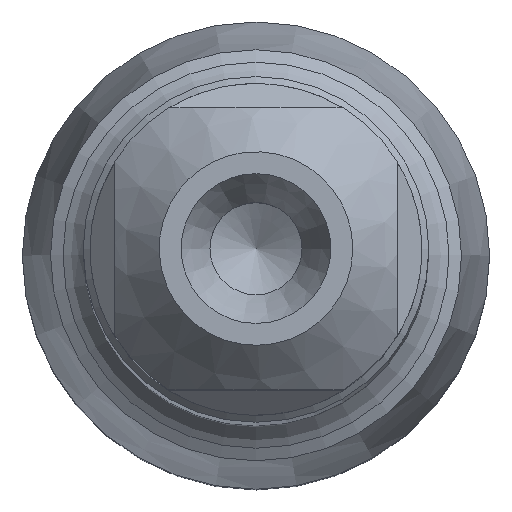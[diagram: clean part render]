
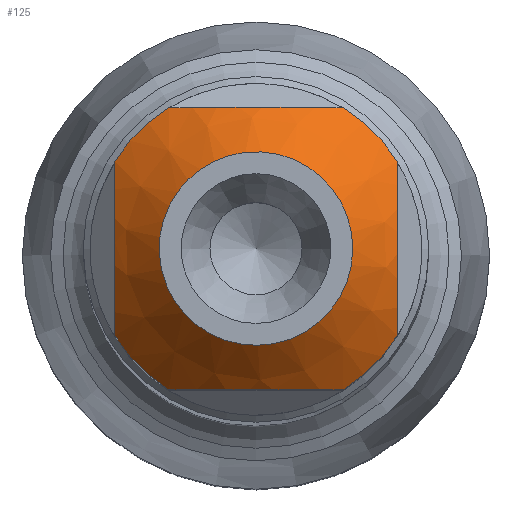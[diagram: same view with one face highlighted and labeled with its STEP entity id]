
A CAD part, top view. The second image highlights one B-rep face of the part: STEP entity #125.
In plain terms, the highlighted conical face has half-angle 45 degrees and reference radius 1.68 mm.
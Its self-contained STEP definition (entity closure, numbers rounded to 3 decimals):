
#97=CONICAL_SURFACE('',#499,1.68,45.);
#125=ADVANCED_FACE('',(#160,#161),#97,.T.);
#160=FACE_BOUND('',#205,.T.);
#161=FACE_BOUND('',#206,.T.);
#205=EDGE_LOOP('',(#265));
#206=EDGE_LOOP('',(#266,#267,#268,#269,#270,#271,#272,#273));
#265=ORIENTED_EDGE('',*,*,#362,.F.);
#266=ORIENTED_EDGE('',*,*,#378,.T.);
#267=ORIENTED_EDGE('',*,*,#379,.T.);
#268=ORIENTED_EDGE('',*,*,#380,.T.);
#269=ORIENTED_EDGE('',*,*,#366,.T.);
#270=ORIENTED_EDGE('',*,*,#381,.T.);
#271=ORIENTED_EDGE('',*,*,#371,.T.);
#272=ORIENTED_EDGE('',*,*,#382,.T.);
#273=ORIENTED_EDGE('',*,*,#376,.T.);
#326=VERTEX_POINT('',#724);
#329=VERTEX_POINT('',#732);
#330=VERTEX_POINT('',#739);
#333=VERTEX_POINT('',#748);
#334=VERTEX_POINT('',#755);
#337=VERTEX_POINT('',#764);
#338=VERTEX_POINT('',#771);
#339=VERTEX_POINT('',#775);
#340=VERTEX_POINT('',#782);
#362=EDGE_CURVE('',#326,#326,#405,.T.);
#366=EDGE_CURVE('',#330,#329,#428,.T.);
#371=EDGE_CURVE('',#334,#333,#429,.T.);
#376=EDGE_CURVE('',#338,#337,#430,.T.);
#378=EDGE_CURVE('',#337,#339,#406,.T.);
#379=EDGE_CURVE('',#339,#340,#431,.T.);
#380=EDGE_CURVE('',#340,#330,#407,.T.);
#381=EDGE_CURVE('',#329,#334,#408,.T.);
#382=EDGE_CURVE('',#333,#338,#409,.T.);
#405=CIRCLE('',#484,1.68);
#406=CIRCLE('',#495,2.88);
#407=CIRCLE('',#496,2.88);
#408=CIRCLE('',#497,2.88);
#409=CIRCLE('',#498,2.88);
#428=B_SPLINE_CURVE_WITH_KNOTS('',3,(#733,#734,#735,#736,#737,#738),
 .UNSPECIFIED.,.F.,.F.,(4,2,4),(0.,0.5,1.),.UNSPECIFIED.);
#429=B_SPLINE_CURVE_WITH_KNOTS('',3,(#749,#750,#751,#752,#753,#754),
 .UNSPECIFIED.,.F.,.F.,(4,2,4),(0.,0.5,1.),.UNSPECIFIED.);
#430=B_SPLINE_CURVE_WITH_KNOTS('',3,(#765,#766,#767,#768,#769,#770),
 .UNSPECIFIED.,.F.,.F.,(4,2,4),(0.,0.5,1.),.UNSPECIFIED.);
#431=B_SPLINE_CURVE_WITH_KNOTS('',3,(#776,#777,#778,#779,#780,#781),
 .UNSPECIFIED.,.F.,.F.,(4,2,4),(0.,0.5,1.),.UNSPECIFIED.);
#484=AXIS2_PLACEMENT_3D('',#723,#566,#567);
#495=AXIS2_PLACEMENT_3D('',#774,#597,#598);
#496=AXIS2_PLACEMENT_3D('',#783,#599,#600);
#497=AXIS2_PLACEMENT_3D('',#784,#601,#602);
#498=AXIS2_PLACEMENT_3D('',#785,#603,#604);
#499=AXIS2_PLACEMENT_3D('',#786,#605,#606);
#566=DIRECTION('',(0.,0.,1.));
#567=DIRECTION('',(1.,0.,0.));
#597=DIRECTION('',(0.,0.,1.));
#598=DIRECTION('',(-1.,0.,0.));
#599=DIRECTION('',(0.,0.,1.));
#600=DIRECTION('',(-1.,0.,0.));
#601=DIRECTION('',(0.,0.,1.));
#602=DIRECTION('',(-1.,0.,0.));
#603=DIRECTION('',(0.,0.,1.));
#604=DIRECTION('',(-1.,0.,0.));
#605=DIRECTION('',(0.,0.,-1.));
#606=DIRECTION('',(-1.,0.,0.));
#723=CARTESIAN_POINT('',(0.,0.,0.));
#724=CARTESIAN_POINT('',(1.68,0.,0.));
#732=CARTESIAN_POINT('',(-1.514,2.45,-1.2));
#733=CARTESIAN_POINT('',(1.514,2.45,-1.2));
#734=CARTESIAN_POINT('',(1.043,2.45,-0.952));
#735=CARTESIAN_POINT('',(0.527,2.45,-0.77));
#736=CARTESIAN_POINT('',(-0.528,2.45,-0.77));
#737=CARTESIAN_POINT('',(-1.043,2.45,-0.953));
#738=CARTESIAN_POINT('',(-1.514,2.45,-1.2));
#739=CARTESIAN_POINT('',(1.514,2.45,-1.2));
#748=CARTESIAN_POINT('',(-2.45,-1.514,-1.2));
#749=CARTESIAN_POINT('',(-2.45,1.514,-1.2));
#750=CARTESIAN_POINT('',(-2.45,1.043,-0.953));
#751=CARTESIAN_POINT('',(-2.45,0.528,-0.77));
#752=CARTESIAN_POINT('',(-2.45,-0.527,-0.77));
#753=CARTESIAN_POINT('',(-2.45,-1.043,-0.952));
#754=CARTESIAN_POINT('',(-2.45,-1.514,-1.2));
#755=CARTESIAN_POINT('',(-2.45,1.514,-1.2));
#764=CARTESIAN_POINT('',(1.514,-2.45,-1.2));
#765=CARTESIAN_POINT('',(-1.514,-2.45,-1.2));
#766=CARTESIAN_POINT('',(-1.043,-2.45,-0.953));
#767=CARTESIAN_POINT('',(-0.528,-2.45,-0.77));
#768=CARTESIAN_POINT('',(0.527,-2.45,-0.77));
#769=CARTESIAN_POINT('',(1.043,-2.45,-0.952));
#770=CARTESIAN_POINT('',(1.514,-2.45,-1.2));
#771=CARTESIAN_POINT('',(-1.514,-2.45,-1.2));
#774=CARTESIAN_POINT('',(0.,0.,-1.2));
#775=CARTESIAN_POINT('',(2.45,-1.514,-1.2));
#776=CARTESIAN_POINT('',(2.45,-1.514,-1.2));
#777=CARTESIAN_POINT('',(2.45,-1.043,-0.952));
#778=CARTESIAN_POINT('',(2.45,-0.527,-0.77));
#779=CARTESIAN_POINT('',(2.45,0.528,-0.77));
#780=CARTESIAN_POINT('',(2.45,1.043,-0.953));
#781=CARTESIAN_POINT('',(2.45,1.514,-1.2));
#782=CARTESIAN_POINT('',(2.45,1.514,-1.2));
#783=CARTESIAN_POINT('',(0.,0.,-1.2));
#784=CARTESIAN_POINT('',(0.,0.,-1.2));
#785=CARTESIAN_POINT('',(0.,0.,-1.2));
#786=CARTESIAN_POINT('',(0.,0.,0.));
